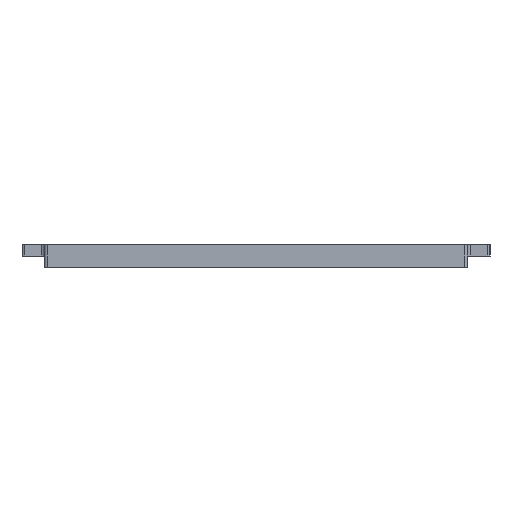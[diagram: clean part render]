
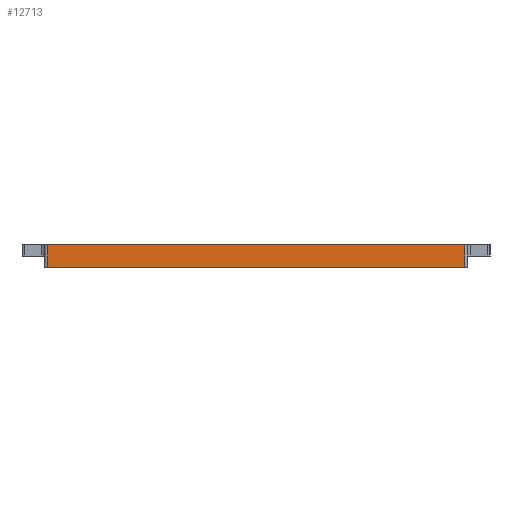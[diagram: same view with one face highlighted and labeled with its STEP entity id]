
A CAD part, left-side view. The second image highlights one B-rep face of the part: STEP entity #12713.
In plain terms, the highlighted planar face has unit normal (-1, 0, 0).
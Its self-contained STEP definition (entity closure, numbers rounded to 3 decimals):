
#113=PLANE('',#13576);
#584=FACE_OUTER_BOUND('',#1269,.T.);
#1269=EDGE_LOOP('',(#9186,#9187,#9188,#9189));
#1940=LINE('',#18065,#3501);
#2148=LINE('',#18848,#3709);
#2149=LINE('',#18851,#3710);
#2150=LINE('',#18852,#3711);
#3501=VECTOR('',#14456,10.);
#3709=VECTOR('',#15096,10.);
#3710=VECTOR('',#15099,10.);
#3711=VECTOR('',#15100,10.);
#5453=VERTEX_POINT('',#18062);
#5454=VERTEX_POINT('',#18064);
#5813=VERTEX_POINT('',#18846);
#5814=VERTEX_POINT('',#18850);
#6753=EDGE_CURVE('',#5453,#5454,#1940,.T.);
#7147=EDGE_CURVE('',#5813,#5453,#2148,.T.);
#7148=EDGE_CURVE('',#5814,#5813,#2149,.T.);
#7149=EDGE_CURVE('',#5454,#5814,#2150,.T.);
#9186=ORIENTED_EDGE('',*,*,#7147,.F.);
#9187=ORIENTED_EDGE('',*,*,#7148,.F.);
#9188=ORIENTED_EDGE('',*,*,#7149,.F.);
#9189=ORIENTED_EDGE('',*,*,#6753,.F.);
#12713=ADVANCED_FACE('',(#584),#113,.T.);
#13576=AXIS2_PLACEMENT_3D('',#18849,#15097,#15098);
#14456=DIRECTION('',(0.,-1.,0.));
#15096=DIRECTION('',(0.,0.,1.));
#15097=DIRECTION('center_axis',(-1.,0.,0.));
#15098=DIRECTION('ref_axis',(0.,-1.,0.));
#15099=DIRECTION('',(0.,1.,0.));
#15100=DIRECTION('',(0.,0.,-1.));
#18062=CARTESIAN_POINT('',(0.,-0.5,1.5));
#18064=CARTESIAN_POINT('',(0.,-75.7,1.5));
#18065=CARTESIAN_POINT('',(0.,0.,1.5));
#18846=CARTESIAN_POINT('',(0.,-0.5,-2.5));
#18848=CARTESIAN_POINT('',(0.,-0.5,0.));
#18849=CARTESIAN_POINT('Origin',(0.,0.,0.));
#18850=CARTESIAN_POINT('',(0.,-75.7,-2.5));
#18851=CARTESIAN_POINT('',(0.,-76.2,-2.5));
#18852=CARTESIAN_POINT('',(0.,-75.7,0.));
